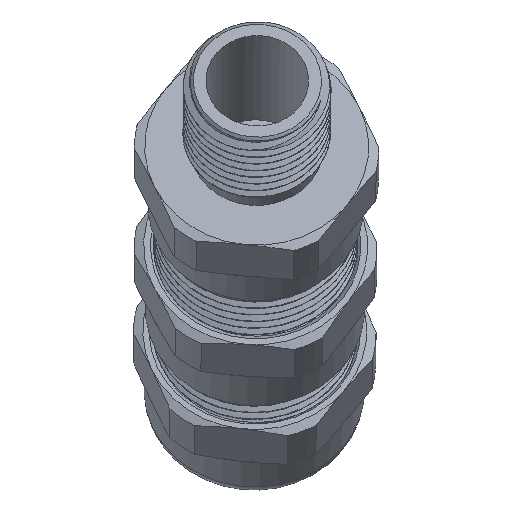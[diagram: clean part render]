
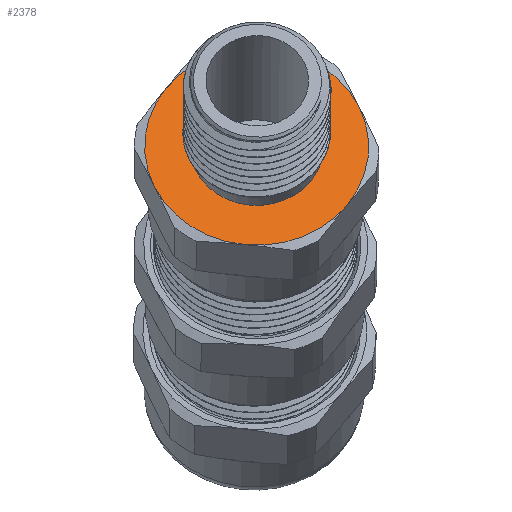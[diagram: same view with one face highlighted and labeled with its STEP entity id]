
A CAD part, left-side view. The second image highlights one B-rep face of the part: STEP entity #2378.
In plain terms, the highlighted face is planar.
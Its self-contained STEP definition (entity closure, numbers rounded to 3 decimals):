
#273=PLANE('',#2780);
#400=FACE_BOUND('',#802,.T.);
#568=FACE_OUTER_BOUND('',#801,.T.);
#801=EDGE_LOOP('',(#2128,#2129,#2130,#2131,#2132,#2133));
#802=EDGE_LOOP('',(#2134));
#964=CIRCLE('',#2756,12.);
#967=CIRCLE('',#2760,12.);
#968=CIRCLE('',#2762,12.);
#971=CIRCLE('',#2766,12.);
#973=CIRCLE('',#2769,12.);
#976=CIRCLE('',#2779,12.);
#977=CIRCLE('',#2781,7.159);
#1198=VERTEX_POINT('',#10948);
#1207=VERTEX_POINT('',#10976);
#1213=VERTEX_POINT('',#10997);
#1219=VERTEX_POINT('',#11018);
#1225=VERTEX_POINT('',#11039);
#1231=VERTEX_POINT('',#11060);
#1234=VERTEX_POINT('',#11114);
#1529=EDGE_CURVE('',#1198,#1231,#964,.T.);
#1532=EDGE_CURVE('',#1231,#1225,#967,.T.);
#1533=EDGE_CURVE('',#1207,#1219,#968,.T.);
#1536=EDGE_CURVE('',#1219,#1213,#971,.T.);
#1538=EDGE_CURVE('',#1225,#1207,#973,.T.);
#1541=EDGE_CURVE('',#1213,#1198,#976,.T.);
#1542=EDGE_CURVE('',#1234,#1234,#977,.T.);
#2128=ORIENTED_EDGE('',*,*,#1529,.F.);
#2129=ORIENTED_EDGE('',*,*,#1541,.F.);
#2130=ORIENTED_EDGE('',*,*,#1536,.F.);
#2131=ORIENTED_EDGE('',*,*,#1533,.F.);
#2132=ORIENTED_EDGE('',*,*,#1538,.F.);
#2133=ORIENTED_EDGE('',*,*,#1532,.F.);
#2134=ORIENTED_EDGE('',*,*,#1542,.T.);
#2378=ADVANCED_FACE('',(#568,#400),#273,.T.);
#2756=AXIS2_PLACEMENT_3D('',#11089,#3411,#3412);
#2760=AXIS2_PLACEMENT_3D('',#11093,#3419,#3420);
#2762=AXIS2_PLACEMENT_3D('',#11095,#3423,#3424);
#2766=AXIS2_PLACEMENT_3D('',#11099,#3431,#3432);
#2769=AXIS2_PLACEMENT_3D('',#11102,#3437,#3438);
#2779=AXIS2_PLACEMENT_3D('',#11112,#3457,#3458);
#2780=AXIS2_PLACEMENT_3D('',#11113,#3459,#3460);
#2781=AXIS2_PLACEMENT_3D('',#11115,#3461,#3462);
#3411=DIRECTION('center_axis',(1.,0.,0.));
#3412=DIRECTION('ref_axis',(0.,-1.,0.));
#3419=DIRECTION('center_axis',(1.,0.,0.));
#3420=DIRECTION('ref_axis',(0.,-1.,0.));
#3423=DIRECTION('center_axis',(1.,0.,0.));
#3424=DIRECTION('ref_axis',(0.,-1.,0.));
#3431=DIRECTION('center_axis',(1.,0.,0.));
#3432=DIRECTION('ref_axis',(0.,-1.,0.));
#3437=DIRECTION('center_axis',(1.,0.,0.));
#3438=DIRECTION('ref_axis',(0.,-1.,0.));
#3457=DIRECTION('center_axis',(1.,0.,0.));
#3458=DIRECTION('ref_axis',(0.,-1.,0.));
#3459=DIRECTION('center_axis',(-1.,0.,0.));
#3460=DIRECTION('ref_axis',(0.,0.,1.));
#3461=DIRECTION('center_axis',(1.,0.,0.));
#3462=DIRECTION('ref_axis',(0.,1.,0.));
#10948=CARTESIAN_POINT('',(-26.12,12.,0.));
#10976=CARTESIAN_POINT('',(-26.12,-12.,0.));
#10997=CARTESIAN_POINT('',(-26.12,6.,-10.392));
#11018=CARTESIAN_POINT('',(-26.12,-6.,-10.392));
#11039=CARTESIAN_POINT('',(-26.12,-6.,10.392));
#11060=CARTESIAN_POINT('',(-26.12,6.,10.392));
#11089=CARTESIAN_POINT('Origin',(-26.12,0.,0.));
#11093=CARTESIAN_POINT('Origin',(-26.12,0.,0.));
#11095=CARTESIAN_POINT('Origin',(-26.12,0.,0.));
#11099=CARTESIAN_POINT('Origin',(-26.12,0.,0.));
#11102=CARTESIAN_POINT('Origin',(-26.12,0.,0.));
#11112=CARTESIAN_POINT('Origin',(-26.12,0.,0.));
#11113=CARTESIAN_POINT('Origin',(-26.12,13.1,0.));
#11114=CARTESIAN_POINT('',(-26.12,7.159,0.));
#11115=CARTESIAN_POINT('Origin',(-26.12,0.,
0.));
